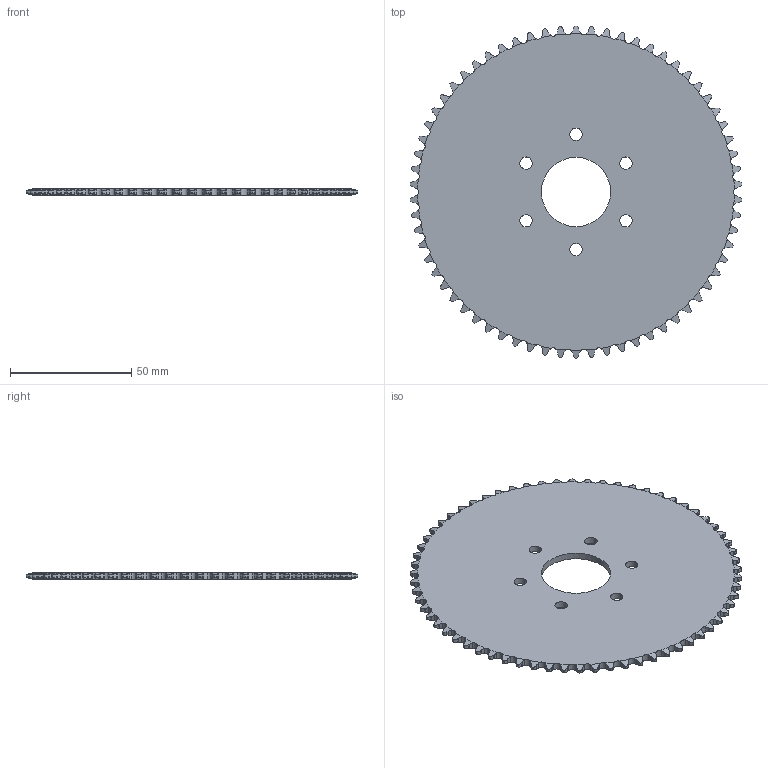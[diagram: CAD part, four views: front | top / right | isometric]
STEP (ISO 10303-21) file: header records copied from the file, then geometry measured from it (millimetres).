
FILE_DESCRIPTION (( 'STEP AP214' ), '1' );
FILE_NAME ('am-0238_Plate Sprocket.STEP', '2018-07-17T18:14:12', ( '' ), ( '' ), 'SwSTEP 2.0', 'SolidWorks 2018', '' );
FILE_SCHEMA (( 'AUTOMOTIVE_DESIGN' ));
Length unit declared in the file: inch
Products named in the file (1): am-0238_Plate Sprocket
Bounding box: 137.02 x 137.14 x 2.79 mm (x, y, z)
Volume: 36396.5 mm3; surface area: 28281.4 mm2
Topology: 1 solids, 1 shells, 715 faces, 2139 edges, 1426 vertices
Faces by surface type: cylinder 449, plane 134, cone 132
Entity records: 25687 total; most frequent: CARTESIAN_POINT 8113, ORIENTED_EDGE 4278, DIRECTION 2913, EDGE_CURVE 2139, VERTEX_POINT 1426, AXIS2_PLACEMENT_3D 1166, B_SPLINE_CURVE_WITH_KNOTS 1108, EDGE_LOOP 729
